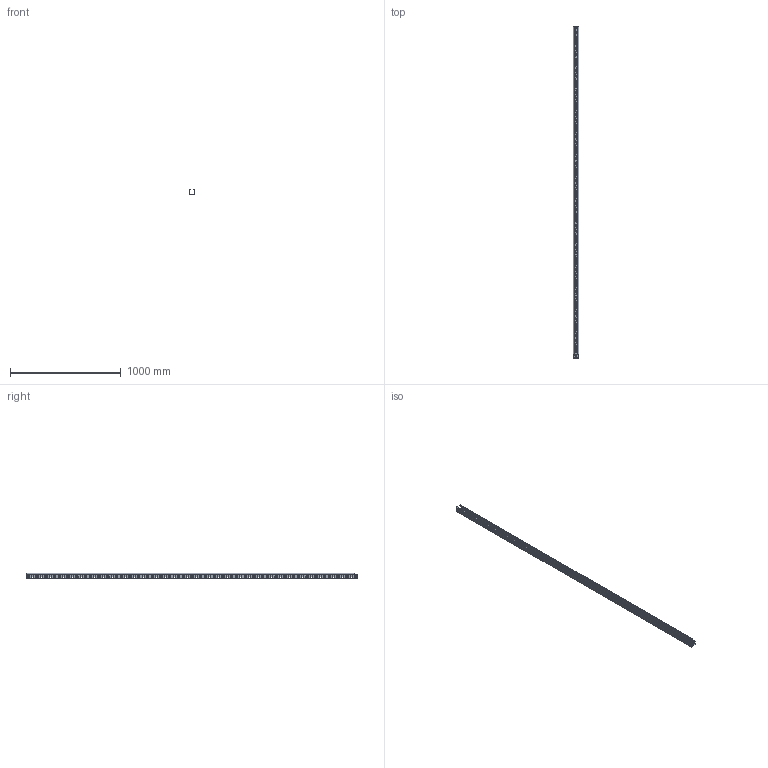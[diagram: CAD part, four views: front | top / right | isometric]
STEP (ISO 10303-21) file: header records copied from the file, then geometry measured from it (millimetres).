
FILE_DESCRIPTION(/* description */ (''),/* implementation_level */ '2;1');
FILE_NAME(/* name */ 'KGL_KCL50H50_3.stp',/* time_stamp */ '2020-03-24T15:03:00+01:00',/* author */ ('stanislaw.luczak'),/* organization */ (''),/* preprocessor_version */ 'ST-DEVELOPER v18',/* originating_system */ 'Autodesk Inventor 2020',/* authorisation */ '');
FILE_SCHEMA (('AUTOMOTIVE_DESIGN { 1 0 10303 214 3 1 1 }'));
Products named in the file (1): KGJ50H60_3
Bounding box: 51.4 x 3000 x 50.67 mm (x, y, z)
Volume: 299658.6 mm3; surface area: 879890.3 mm2
Topology: 1 solids, 1 shells, 2911 faces, 8309 edges, 5494 vertices
Faces by surface type: plane 1656, cylinder 1247, torus 6, bspline 2
Full cylindrical faces by diameter (mm): 8.5 x59
Entity records: 97256 total; most frequent: CARTESIAN_POINT 16731, DIRECTION 16627, ORIENTED_EDGE 16618, EDGE_CURVE 8309, LINE 5811, VECTOR 5811, VERTEX_POINT 5494, AXIS2_PLACEMENT_3D 5408
